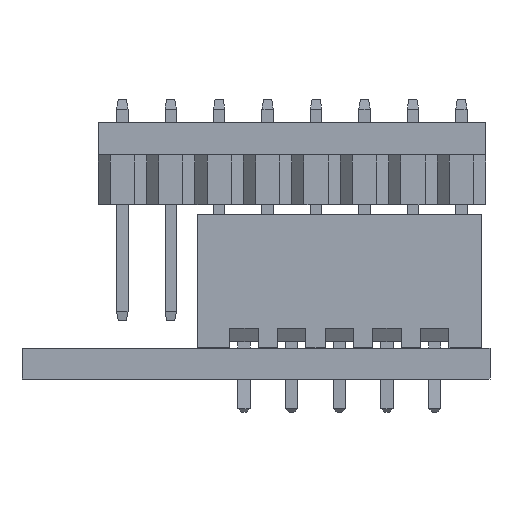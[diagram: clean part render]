
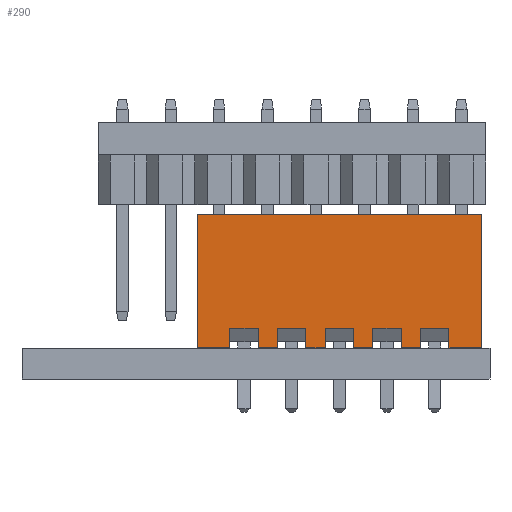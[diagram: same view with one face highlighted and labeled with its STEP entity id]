
A CAD part, front view. The second image highlights one B-rep face of the part: STEP entity #290.
In plain terms, the highlighted planar face has unit normal (0, -1, 0).
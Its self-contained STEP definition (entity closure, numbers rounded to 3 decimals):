
#81 = VERTEX_POINT('',#82);
#82 = CARTESIAN_POINT('',(-2.45,-3.4,7.));
#88 = EDGE_CURVE('',#81,#89,#91,.T.);
#89 = VERTEX_POINT('',#90);
#90 = CARTESIAN_POINT('',(12.45,-3.4,7.));
#91 = LINE('',#92,#93);
#92 = CARTESIAN_POINT('',(-2.45,-3.4,7.));
#93 = VECTOR('',#94,1.);
#94 = DIRECTION('',(1.,0.,0.));
#208 = VERTEX_POINT('',#209);
#209 = CARTESIAN_POINT('',(-2.45,-3.4,0.));
#256 = EDGE_CURVE('',#208,#81,#257,.T.);
#257 = LINE('',#258,#259);
#258 = CARTESIAN_POINT('',(-2.45,-3.4,0.));
#259 = VECTOR('',#260,1.);
#260 = DIRECTION('',(0.,0.,1.));
#290 = ADVANCED_FACE('',(#291),#469,.F.);
#291 = FACE_BOUND('',#292,.F.);
#292 = EDGE_LOOP('',(#293,#301,#302,#303,#311,#319,#327,#335,#343,#351,
    #359,#367,#375,#383,#391,#399,#407,#415,#423,#431,#439,#447,#455,
    #463));
#293 = ORIENTED_EDGE('',*,*,#294,.F.);
#294 = EDGE_CURVE('',#208,#295,#297,.T.);
#295 = VERTEX_POINT('',#296);
#296 = CARTESIAN_POINT('',(-0.75,-3.4,0.));
#297 = LINE('',#298,#299);
#298 = CARTESIAN_POINT('',(-2.45,-3.4,0.));
#299 = VECTOR('',#300,1.);
#300 = DIRECTION('',(1.,0.,0.));
#301 = ORIENTED_EDGE('',*,*,#256,.T.);
#302 = ORIENTED_EDGE('',*,*,#88,.T.);
#303 = ORIENTED_EDGE('',*,*,#304,.F.);
#304 = EDGE_CURVE('',#305,#89,#307,.T.);
#305 = VERTEX_POINT('',#306);
#306 = CARTESIAN_POINT('',(12.45,-3.4,0.));
#307 = LINE('',#308,#309);
#308 = CARTESIAN_POINT('',(12.45,-3.4,0.));
#309 = VECTOR('',#310,1.);
#310 = DIRECTION('',(0.,0.,1.));
#311 = ORIENTED_EDGE('',*,*,#312,.F.);
#312 = EDGE_CURVE('',#313,#305,#315,.T.);
#313 = VERTEX_POINT('',#314);
#314 = CARTESIAN_POINT('',(10.75,-3.4,0.));
#315 = LINE('',#316,#317);
#316 = CARTESIAN_POINT('',(-2.45,-3.4,0.));
#317 = VECTOR('',#318,1.);
#318 = DIRECTION('',(1.,0.,0.));
#319 = ORIENTED_EDGE('',*,*,#320,.F.);
#320 = EDGE_CURVE('',#321,#313,#323,.T.);
#321 = VERTEX_POINT('',#322);
#322 = CARTESIAN_POINT('',(10.75,-3.4,1.));
#323 = LINE('',#324,#325);
#324 = CARTESIAN_POINT('',(10.75,-3.4,1.));
#325 = VECTOR('',#326,1.);
#326 = DIRECTION('',(-0.,0.,-1.));
#327 = ORIENTED_EDGE('',*,*,#328,.T.);
#328 = EDGE_CURVE('',#321,#329,#331,.T.);
#329 = VERTEX_POINT('',#330);
#330 = CARTESIAN_POINT('',(9.25,-3.4,1.));
#331 = LINE('',#332,#333);
#332 = CARTESIAN_POINT('',(10.75,-3.4,1.));
#333 = VECTOR('',#334,1.);
#334 = DIRECTION('',(-1.,0.,0.));
#335 = ORIENTED_EDGE('',*,*,#336,.T.);
#336 = EDGE_CURVE('',#329,#337,#339,.T.);
#337 = VERTEX_POINT('',#338);
#338 = CARTESIAN_POINT('',(9.25,-3.4,0.));
#339 = LINE('',#340,#341);
#340 = CARTESIAN_POINT('',(9.25,-3.4,1.));
#341 = VECTOR('',#342,1.);
#342 = DIRECTION('',(-0.,0.,-1.));
#343 = ORIENTED_EDGE('',*,*,#344,.F.);
#344 = EDGE_CURVE('',#345,#337,#347,.T.);
#345 = VERTEX_POINT('',#346);
#346 = CARTESIAN_POINT('',(8.25,-3.4,0.));
#347 = LINE('',#348,#349);
#348 = CARTESIAN_POINT('',(-2.45,-3.4,0.));
#349 = VECTOR('',#350,1.);
#350 = DIRECTION('',(1.,0.,0.));
#351 = ORIENTED_EDGE('',*,*,#352,.F.);
#352 = EDGE_CURVE('',#353,#345,#355,.T.);
#353 = VERTEX_POINT('',#354);
#354 = CARTESIAN_POINT('',(8.25,-3.4,1.));
#355 = LINE('',#356,#357);
#356 = CARTESIAN_POINT('',(8.25,-3.4,1.));
#357 = VECTOR('',#358,1.);
#358 = DIRECTION('',(-0.,0.,-1.));
#359 = ORIENTED_EDGE('',*,*,#360,.T.);
#360 = EDGE_CURVE('',#353,#361,#363,.T.);
#361 = VERTEX_POINT('',#362);
#362 = CARTESIAN_POINT('',(6.75,-3.4,1.));
#363 = LINE('',#364,#365);
#364 = CARTESIAN_POINT('',(8.25,-3.4,1.));
#365 = VECTOR('',#366,1.);
#366 = DIRECTION('',(-1.,0.,0.));
#367 = ORIENTED_EDGE('',*,*,#368,.T.);
#368 = EDGE_CURVE('',#361,#369,#371,.T.);
#369 = VERTEX_POINT('',#370);
#370 = CARTESIAN_POINT('',(6.75,-3.4,0.));
#371 = LINE('',#372,#373);
#372 = CARTESIAN_POINT('',(6.75,-3.4,1.));
#373 = VECTOR('',#374,1.);
#374 = DIRECTION('',(-0.,0.,-1.));
#375 = ORIENTED_EDGE('',*,*,#376,.F.);
#376 = EDGE_CURVE('',#377,#369,#379,.T.);
#377 = VERTEX_POINT('',#378);
#378 = CARTESIAN_POINT('',(5.75,-3.4,0.));
#379 = LINE('',#380,#381);
#380 = CARTESIAN_POINT('',(-2.45,-3.4,0.));
#381 = VECTOR('',#382,1.);
#382 = DIRECTION('',(1.,0.,0.));
#383 = ORIENTED_EDGE('',*,*,#384,.F.);
#384 = EDGE_CURVE('',#385,#377,#387,.T.);
#385 = VERTEX_POINT('',#386);
#386 = CARTESIAN_POINT('',(5.75,-3.4,1.));
#387 = LINE('',#388,#389);
#388 = CARTESIAN_POINT('',(5.75,-3.4,1.));
#389 = VECTOR('',#390,1.);
#390 = DIRECTION('',(-0.,0.,-1.));
#391 = ORIENTED_EDGE('',*,*,#392,.T.);
#392 = EDGE_CURVE('',#385,#393,#395,.T.);
#393 = VERTEX_POINT('',#394);
#394 = CARTESIAN_POINT('',(4.25,-3.4,1.));
#395 = LINE('',#396,#397);
#396 = CARTESIAN_POINT('',(5.75,-3.4,1.));
#397 = VECTOR('',#398,1.);
#398 = DIRECTION('',(-1.,0.,0.));
#399 = ORIENTED_EDGE('',*,*,#400,.T.);
#400 = EDGE_CURVE('',#393,#401,#403,.T.);
#401 = VERTEX_POINT('',#402);
#402 = CARTESIAN_POINT('',(4.25,-3.4,0.));
#403 = LINE('',#404,#405);
#404 = CARTESIAN_POINT('',(4.25,-3.4,1.));
#405 = VECTOR('',#406,1.);
#406 = DIRECTION('',(-0.,0.,-1.));
#407 = ORIENTED_EDGE('',*,*,#408,.F.);
#408 = EDGE_CURVE('',#409,#401,#411,.T.);
#409 = VERTEX_POINT('',#410);
#410 = CARTESIAN_POINT('',(3.25,-3.4,0.));
#411 = LINE('',#412,#413);
#412 = CARTESIAN_POINT('',(-2.45,-3.4,0.));
#413 = VECTOR('',#414,1.);
#414 = DIRECTION('',(1.,0.,0.));
#415 = ORIENTED_EDGE('',*,*,#416,.F.);
#416 = EDGE_CURVE('',#417,#409,#419,.T.);
#417 = VERTEX_POINT('',#418);
#418 = CARTESIAN_POINT('',(3.25,-3.4,1.));
#419 = LINE('',#420,#421);
#420 = CARTESIAN_POINT('',(3.25,-3.4,1.));
#421 = VECTOR('',#422,1.);
#422 = DIRECTION('',(-0.,0.,-1.));
#423 = ORIENTED_EDGE('',*,*,#424,.T.);
#424 = EDGE_CURVE('',#417,#425,#427,.T.);
#425 = VERTEX_POINT('',#426);
#426 = CARTESIAN_POINT('',(1.75,-3.4,1.));
#427 = LINE('',#428,#429);
#428 = CARTESIAN_POINT('',(3.25,-3.4,1.));
#429 = VECTOR('',#430,1.);
#430 = DIRECTION('',(-1.,0.,0.));
#431 = ORIENTED_EDGE('',*,*,#432,.T.);
#432 = EDGE_CURVE('',#425,#433,#435,.T.);
#433 = VERTEX_POINT('',#434);
#434 = CARTESIAN_POINT('',(1.75,-3.4,0.));
#435 = LINE('',#436,#437);
#436 = CARTESIAN_POINT('',(1.75,-3.4,1.));
#437 = VECTOR('',#438,1.);
#438 = DIRECTION('',(-0.,0.,-1.));
#439 = ORIENTED_EDGE('',*,*,#440,.F.);
#440 = EDGE_CURVE('',#441,#433,#443,.T.);
#441 = VERTEX_POINT('',#442);
#442 = CARTESIAN_POINT('',(0.75,-3.4,0.));
#443 = LINE('',#444,#445);
#444 = CARTESIAN_POINT('',(-2.45,-3.4,0.));
#445 = VECTOR('',#446,1.);
#446 = DIRECTION('',(1.,0.,0.));
#447 = ORIENTED_EDGE('',*,*,#448,.F.);
#448 = EDGE_CURVE('',#449,#441,#451,.T.);
#449 = VERTEX_POINT('',#450);
#450 = CARTESIAN_POINT('',(0.75,-3.4,1.));
#451 = LINE('',#452,#453);
#452 = CARTESIAN_POINT('',(0.75,-3.4,1.));
#453 = VECTOR('',#454,1.);
#454 = DIRECTION('',(-0.,0.,-1.));
#455 = ORIENTED_EDGE('',*,*,#456,.T.);
#456 = EDGE_CURVE('',#449,#457,#459,.T.);
#457 = VERTEX_POINT('',#458);
#458 = CARTESIAN_POINT('',(-0.75,-3.4,1.));
#459 = LINE('',#460,#461);
#460 = CARTESIAN_POINT('',(0.75,-3.4,1.));
#461 = VECTOR('',#462,1.);
#462 = DIRECTION('',(-1.,0.,0.));
#463 = ORIENTED_EDGE('',*,*,#464,.T.);
#464 = EDGE_CURVE('',#457,#295,#465,.T.);
#465 = LINE('',#466,#467);
#466 = CARTESIAN_POINT('',(-0.75,-3.4,1.));
#467 = VECTOR('',#468,1.);
#468 = DIRECTION('',(-0.,0.,-1.));
#469 = PLANE('',#470);
#470 = AXIS2_PLACEMENT_3D('',#471,#472,#473);
#471 = CARTESIAN_POINT('',(-2.45,-3.4,0.));
#472 = DIRECTION('',(0.,1.,0.));
#473 = DIRECTION('',(1.,0.,0.));
